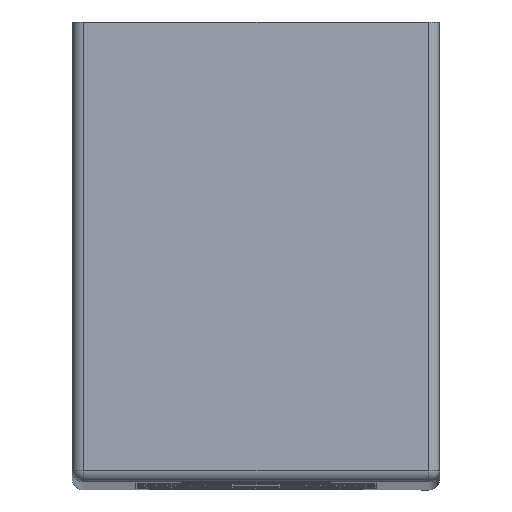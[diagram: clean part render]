
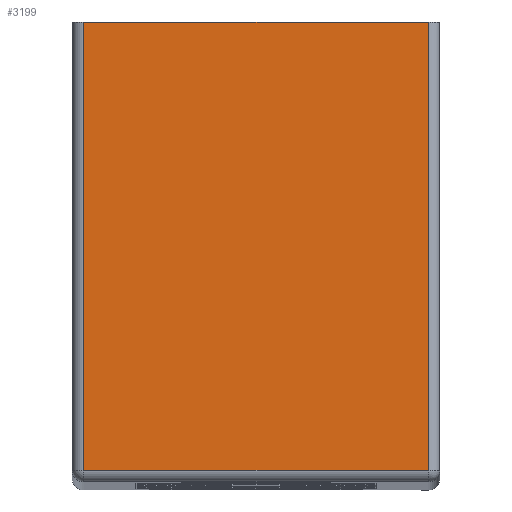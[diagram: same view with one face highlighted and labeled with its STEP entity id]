
A CAD part, top view. The second image highlights one B-rep face of the part: STEP entity #3199.
In plain terms, the highlighted face is planar.
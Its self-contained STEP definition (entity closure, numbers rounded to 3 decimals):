
#2832=CARTESIAN_POINT('',(1.,412.0,39.0));
#2833=VERTEX_POINT('',#2832);
#2867=CARTESIAN_POINT('',(1.,412.0,0.0));
#2868=VERTEX_POINT('',#2867);
#2885=CARTESIAN_POINT('',(1.,412.0,39.0));
#2886=DIRECTION('',(0.0,0.0,-1.0));
#2887=VECTOR('',#2886,39.0);
#2888=LINE('',#2885,#2887);
#2889=EDGE_CURVE('',#2833,#2868,#2888,.T.);
#2977=CARTESIAN_POINT('',(31.,412.0,39.0));
#2978=VERTEX_POINT('',#2977);
#3003=CARTESIAN_POINT('',(31.,412.0,0.0));
#3004=VERTEX_POINT('',#3003);
#3012=CARTESIAN_POINT('',(31.,412.0,0.0));
#3013=DIRECTION('',(0.0,0.0,1.0));
#3014=VECTOR('',#3013,39.0);
#3015=LINE('',#3012,#3014);
#3016=EDGE_CURVE('',#3004,#2978,#3015,.T.);
#3041=CARTESIAN_POINT('',(31.,412.0,39.0));
#3042=DIRECTION('',(-1.0,0.0,0.0));
#3043=VECTOR('',#3042,30.);
#3044=LINE('',#3041,#3043);
#3045=EDGE_CURVE('',#2978,#2833,#3044,.T.);
#3183=CARTESIAN_POINT('',(32.0,412.0,0.0));
#3184=DIRECTION('',(0.0,1.0,0.0));
#3185=DIRECTION('',(-1.0,0.0,0.0));
#3186=AXIS2_PLACEMENT_3D('',#3183,#3184,#3185);
#3187=PLANE('',#3186);
#3188=ORIENTED_EDGE('',*,*,#2889,.F.);
#3189=ORIENTED_EDGE('',*,*,#3045,.F.);
#3190=ORIENTED_EDGE('',*,*,#3016,.F.);
#3191=CARTESIAN_POINT('',(31.,412.0,0.0));
#3192=DIRECTION('',(-1.0,0.0,0.0));
#3193=VECTOR('',#3192,30.);
#3194=LINE('',#3191,#3193);
#3195=EDGE_CURVE('',#3004,#2868,#3194,.T.);
#3196=ORIENTED_EDGE('',*,*,#3195,.T.);
#3197=EDGE_LOOP('',(#3188,#3189,#3190,#3196));
#3198=FACE_OUTER_BOUND('',#3197,.T.);
#3199=ADVANCED_FACE('',(#3198),#3187,.T.);
